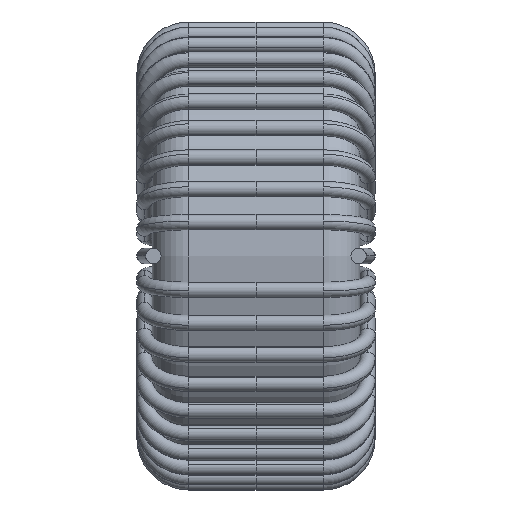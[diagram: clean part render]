
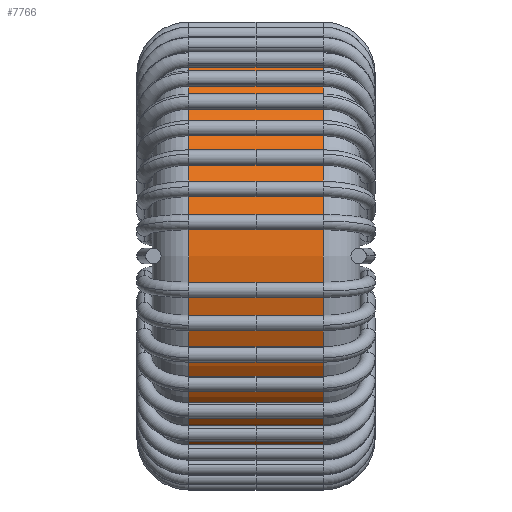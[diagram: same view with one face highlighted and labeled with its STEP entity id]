
A CAD part, front view. The second image highlights one B-rep face of the part: STEP entity #7766.
In plain terms, the highlighted cylindrical face has radius 15.189 mm (diameter 30.378 mm), a partial arc.
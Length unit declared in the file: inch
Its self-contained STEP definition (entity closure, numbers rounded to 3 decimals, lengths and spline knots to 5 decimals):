
#1142 = DIRECTION ( 'NONE',  ( -1., 0., 0. ) ) ;
#1354 = CYLINDRICAL_SURFACE ( 'NONE', #7496, 0.598 ) ;
#1507 = DIRECTION ( 'NONE',  ( -1., 0., 0. ) ) ;
#2173 = ORIENTED_EDGE ( 'NONE', *, *, #13653, .T. ) ;
#3285 = VERTEX_POINT ( 'NONE', #37158 ) ;
#4975 = DIRECTION ( 'NONE',  ( -1., 0., 0. ) ) ;
#5643 = EDGE_LOOP ( 'NONE', ( #22849, #19836, #2173, #19583 ) ) ;
#7496 = AXIS2_PLACEMENT_3D ( 'NONE', #39362, #30128, #23779 ) ;
#7530 = VERTEX_POINT ( 'NONE', #20517 ) ;
#7766 = ADVANCED_FACE ( 'NONE', ( #29751 ), #1354, .T. ) ;
#7790 = EDGE_CURVE ( 'NONE', #3285, #20016, #29937, .T. ) ;
#13352 = VECTOR ( 'NONE', #1507, 39.37008 ) ;
#13475 = CARTESIAN_POINT ( 'NONE',  ( -0.183, 0.7025, -0.598 ) ) ;
#13653 = EDGE_CURVE ( 'NONE', #28545, #7530, #33337, .T. ) ;
#14565 = CARTESIAN_POINT ( 'NONE',  ( -0.183, 0.7025, 0. ) ) ;
#14835 = CIRCLE ( 'NONE', #37787, 0.598 ) ;
#17371 = VECTOR ( 'NONE', #1142, 39.37008 ) ;
#17845 = DIRECTION ( 'NONE',  ( 0., 0., -1. ) ) ;
#17938 = AXIS2_PLACEMENT_3D ( 'NONE', #14565, #18028, #37145 ) ;
#18028 = DIRECTION ( 'NONE',  ( 1., 0., 0. ) ) ;
#19583 = ORIENTED_EDGE ( 'NONE', *, *, #37742, .T. ) ;
#19836 = ORIENTED_EDGE ( 'NONE', *, *, #21982, .T. ) ;
#20016 = VERTEX_POINT ( 'NONE', #13475 ) ;
#20517 = CARTESIAN_POINT ( 'NONE',  ( -0.183, 0.7025, 0.598 ) ) ;
#21982 = EDGE_CURVE ( 'NONE', #3285, #28545, #14835, .T. ) ;
#22849 = ORIENTED_EDGE ( 'NONE', *, *, #7790, .F. ) ;
#23779 = DIRECTION ( 'NONE',  ( 0., 0., 1. ) ) ;
#24130 = CARTESIAN_POINT ( 'NONE',  ( 0.283, 0.7025, 0.598 ) ) ;
#27532 = CARTESIAN_POINT ( 'NONE',  ( 0.183, 0.7025, 0. ) ) ;
#28545 = VERTEX_POINT ( 'NONE', #32914 ) ;
#29751 = FACE_OUTER_BOUND ( 'NONE', #5643, .T. ) ;
#29937 = LINE ( 'NONE', #36291, #17371 ) ;
#30128 = DIRECTION ( 'NONE',  ( -1., 0., 0. ) ) ;
#31725 = CIRCLE ( 'NONE', #17938, 0.598 ) ;
#32914 = CARTESIAN_POINT ( 'NONE',  ( 0.183, 0.7025, 0.598 ) ) ;
#33337 = LINE ( 'NONE', #24130, #13352 ) ;
#36291 = CARTESIAN_POINT ( 'NONE',  ( 0.283, 0.7025, -0.598 ) ) ;
#37145 = DIRECTION ( 'NONE',  ( 0., 0., -1. ) ) ;
#37158 = CARTESIAN_POINT ( 'NONE',  ( 0.183, 0.7025, -0.598 ) ) ;
#37742 = EDGE_CURVE ( 'NONE', #7530, #20016, #31725, .T. ) ;
#37787 = AXIS2_PLACEMENT_3D ( 'NONE', #27532, #4975, #17845 ) ;
#39362 = CARTESIAN_POINT ( 'NONE',  ( 0.283, 0.7025, 0. ) ) ;
